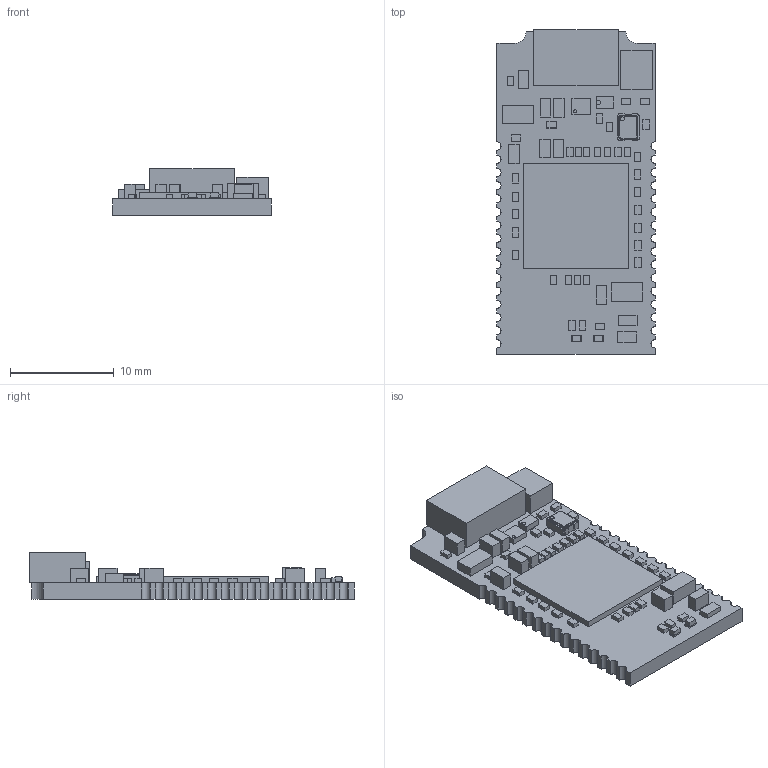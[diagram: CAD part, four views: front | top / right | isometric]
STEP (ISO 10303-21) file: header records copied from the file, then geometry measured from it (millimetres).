
FILE_DESCRIPTION(/* description */ (''),/* implementation_level */ '2;1');
FILE_NAME(/* name */ 'STLINK-V3MODS-LP.step',/* time_stamp */ '2023-10-03T14:28:08-04:00',/* author */ (''),/* organization */ (''),/* preprocessor_version */ 'ST-DEVELOPER v20',/* originating_system */ 'Autodesk Translation Framework v12.14.0.127',/* authorisation */ '');
FILE_SCHEMA (('AUTOMOTIVE_DESIGN { 1 0 10303 214 3 1 1 }'));
Length unit declared in the file: millimetre
Products named in the file (104): (Unsaved); Board; LD3; 1032282120; Extruded (1); R22; C2; C3; C4; C5; C6; C7; C8; C9; C10; C11; C12; C13; C14; C15; C16; C17; C18; C19; C20; C21; C22; C23; C24; C25; C26; C27; C28; CN1; MOLEX_105017-0001; 1032283344; Extruded (13); LD1; 1032281712; Extruded (16) ...
Assembly tree (342 placements, depth 4):
  (Unsaved)
    Board
    LD3
      1032281848
        Extruded
      1032282120
        Extruded (1)
    R22
      1032283752
        Extruded (2)
    C2
      1032283752
        Extruded (2)
    C3
      1032283616
        Extruded (3)
    C4
      1032283616
        Extruded (3)
    C5
      1032280760
        Extruded (4)
    C6
      1032280760
        Extruded (4)
    C7
      1032283752
        Extruded (2)
    C8
      1032280760
        Extruded (4)
    C9
      1032280760
        Extruded (4)
    C10
      1032280760
        Extruded (4)
    C11
      1032280760
        Extruded (4)
    C12
      1032280760
        Extruded (4)
    C13
      1032280760
        Extruded (4)
    C14
      1032280760
        Extruded (4)
    C15
      1032280760
        Extruded (4)
    C16
      1032280760
        Extruded (4)
    C17
      1032283616
        Extruded (3)
    C18
      1032283616
Bounding box: 15.24 x 31.28 x 4.47 mm (x, y, z)
Volume: 985.2 mm3; surface area: 1818.6 mm2
Topology: 62 solids, 62 shells, 537 faces, 1216 edges, 798 vertices
Faces by surface type: plane 472, cylinder 57, sphere 8
Full cylindrical faces by diameter (mm): 0.3 x1, 0.4 x2
Entity records: 13277 total; most frequent: DIRECTION 2353, CARTESIAN_POINT 1976, ORIENTED_EDGE 1482, AXIS2_PLACEMENT_3D 863, EDGE_CURVE 741, LINE 627, VECTOR 627, VERTEX_POINT 486
